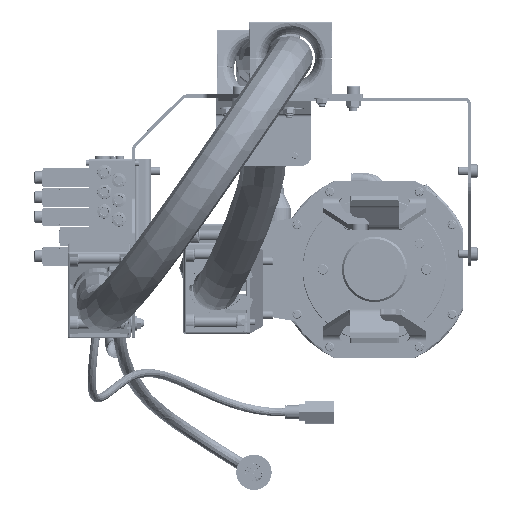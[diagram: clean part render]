
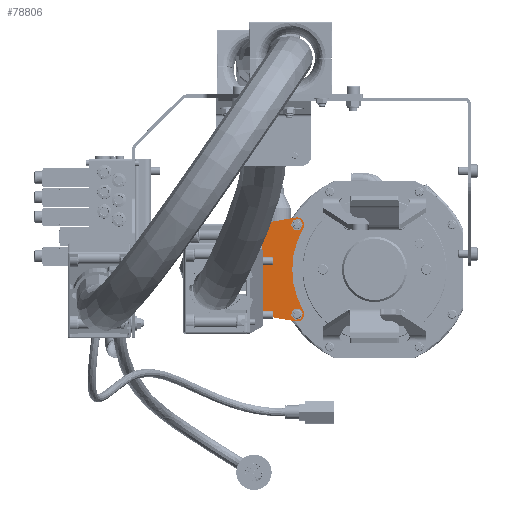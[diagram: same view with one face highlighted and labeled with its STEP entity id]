
A CAD part, left-side view. The second image highlights one B-rep face of the part: STEP entity #78806.
In plain terms, the highlighted planar face has unit normal (-1, 0, 0).
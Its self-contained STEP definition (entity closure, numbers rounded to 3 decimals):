
#1654 = CARTESIAN_POINT ( 'NONE',  ( 1271.2, 68.849, 1609.75 ) ) ;
#5496 = DIRECTION ( 'NONE',  ( -1., 0., 0. ) ) ;
#6423 = VERTEX_POINT ( 'NONE', #373346 ) ;
#7002 = VERTEX_POINT ( 'NONE', #176429 ) ;
#10690 = EDGE_CURVE ( 'NONE', #74377, #7002, #118681, .T. ) ;
#12919 = LINE ( 'NONE', #368209, #376617 ) ;
#15046 = VERTEX_POINT ( 'NONE', #251452 ) ;
#15895 = FACE_BOUND ( 'NONE', #127038, .T. ) ;
#16152 = EDGE_CURVE ( 'NONE', #361843, #15046, #37237, .T. ) ;
#16699 = VERTEX_POINT ( 'NONE', #178205 ) ;
#18600 = CIRCLE ( 'NONE', #259327, 3.3 ) ;
#19258 = DIRECTION ( 'NONE',  ( 0., 1., 0. ) ) ;
#23313 = ORIENTED_EDGE ( 'NONE', *, *, #39913, .T. ) ;
#25456 = CARTESIAN_POINT ( 'NONE',  ( 1271.2, 108.5, 1525.5 ) ) ;
#26549 = DIRECTION ( 'NONE',  ( 0., 1., 0. ) ) ;
#34492 = ORIENTED_EDGE ( 'NONE', *, *, #228885, .F. ) ;
#34863 = CARTESIAN_POINT ( 'NONE',  ( 1271.2, 74.911, 1526.75 ) ) ;
#37237 = CIRCLE ( 'NONE', #252476, 7. ) ;
#39913 = EDGE_CURVE ( 'NONE', #15046, #157819, #58003, .T. ) ;
#44641 = DIRECTION ( 'NONE',  ( 0., 0.985, -0.172 ) ) ;
#49607 = DIRECTION ( 'NONE',  ( 0., 1., 0. ) ) ;
#54430 = CIRCLE ( 'NONE', #358604, 3.3 ) ;
#55418 = EDGE_LOOP ( 'NONE', ( #34492, #346889 ) ) ;
#57799 = VERTEX_POINT ( 'NONE', #373523 ) ;
#58003 = CIRCLE ( 'NONE', #216253, 79.5 ) ;
#58548 = CARTESIAN_POINT ( 'NONE',  ( 1271.2, 74.911, 1613.25 ) ) ;
#63663 = VERTEX_POINT ( 'NONE', #353709 ) ;
#65878 = CARTESIAN_POINT ( 'NONE',  ( 1271.2, 74.911, 1613.25 ) ) ;
#71456 = DIRECTION ( 'NONE',  ( -1., 0., 0. ) ) ;
#72721 = AXIS2_PLACEMENT_3D ( 'NONE', #298342, #207057, #26549 ) ;
#74377 = VERTEX_POINT ( 'NONE', #375408 ) ;
#77427 = PLANE ( 'NONE',  #369043 ) ;
#78806 = ADVANCED_FACE ( 'NONE', ( #15895, #382934, #349228 ), #77427, .T. ) ;
#83408 = AXIS2_PLACEMENT_3D ( 'NONE', #160353, #134509, #311104 ) ;
#86549 = EDGE_CURVE ( 'NONE', #157819, #336012, #244830, .T. ) ;
#88117 = EDGE_CURVE ( 'NONE', #16699, #74377, #353282, .T. ) ;
#91019 = VECTOR ( 'NONE', #303082, 1000. ) ;
#96162 = CIRCLE ( 'NONE', #83408, 7. ) ;
#97018 = EDGE_CURVE ( 'NONE', #63663, #16699, #12919, .T. ) ;
#108218 = CARTESIAN_POINT ( 'NONE',  ( 1271.2, 67.911, 1526.75 ) ) ;
#111005 = CARTESIAN_POINT ( 'NONE',  ( 1271.2, 71.611, 1526.75 ) ) ;
#118681 = LINE ( 'NONE', #25456, #91019 ) ;
#124282 = ORIENTED_EDGE ( 'NONE', *, *, #88117, .T. ) ;
#124618 = ORIENTED_EDGE ( 'NONE', *, *, #332747, .T. ) ;
#127038 = EDGE_LOOP ( 'NONE', ( #334300, #146505 ) ) ;
#134509 = DIRECTION ( 'NONE',  ( -1., 0., 0. ) ) ;
#137697 = DIRECTION ( 'NONE',  ( 0., 1., 0. ) ) ;
#141562 = CIRCLE ( 'NONE', #72721, 3.3 ) ;
#146505 = ORIENTED_EDGE ( 'NONE', *, *, #227147, .F. ) ;
#151279 = DIRECTION ( 'NONE',  ( -1., 0., 0. ) ) ;
#152882 = ORIENTED_EDGE ( 'NONE', *, *, #97018, .T. ) ;
#154381 = DIRECTION ( 'NONE',  ( 0., 1., 0. ) ) ;
#155913 = DIRECTION ( 'NONE',  ( -1., 0., 0. ) ) ;
#157819 = VERTEX_POINT ( 'NONE', #1654 ) ;
#160353 = CARTESIAN_POINT ( 'NONE',  ( 1271.2, 74.911, 1526.75 ) ) ;
#176429 = CARTESIAN_POINT ( 'NONE',  ( 1271.2, 76.113, 1519.854 ) ) ;
#178205 = CARTESIAN_POINT ( 'NONE',  ( 1271.2, 108.5, 1614.5 ) ) ;
#191949 = CARTESIAN_POINT ( 'NONE',  ( 1271.2, 74.911, 1613.25 ) ) ;
#199138 = DIRECTION ( 'NONE',  ( -1., 0., 0. ) ) ;
#199432 = AXIS2_PLACEMENT_3D ( 'NONE', #191949, #5496, #154381 ) ;
#200088 = EDGE_CURVE ( 'NONE', #57799, #217390, #18600, .T. ) ;
#206695 = ORIENTED_EDGE ( 'NONE', *, *, #16152, .T. ) ;
#207057 = DIRECTION ( 'NONE',  ( -1., 0., 0. ) ) ;
#212642 = EDGE_CURVE ( 'NONE', #7002, #361843, #96162, .T. ) ;
#216253 = AXIS2_PLACEMENT_3D ( 'NONE', #284492, #280610, #373822 ) ;
#217390 = VERTEX_POINT ( 'NONE', #273713 ) ;
#218807 = CARTESIAN_POINT ( 'NONE',  ( 1271.2, 67.911, 1613.25 ) ) ;
#227147 = EDGE_CURVE ( 'NONE', #217390, #57799, #332549, .T. ) ;
#228885 = EDGE_CURVE ( 'NONE', #255459, #6423, #54430, .T. ) ;
#238077 = CARTESIAN_POINT ( 'NONE',  ( 1271.2, 108.5, 1614.5 ) ) ;
#241442 = ORIENTED_EDGE ( 'NONE', *, *, #212642, .T. ) ;
#244830 = CIRCLE ( 'NONE', #320812, 7. ) ;
#246834 = DIRECTION ( 'NONE',  ( -1., 0., 0. ) ) ;
#247990 = AXIS2_PLACEMENT_3D ( 'NONE', #356462, #71456, #19258 ) ;
#249073 = EDGE_CURVE ( 'NONE', #6423, #255459, #141562, .T. ) ;
#251452 = CARTESIAN_POINT ( 'NONE',  ( 1271.2, 68.849, 1530.25 ) ) ;
#252476 = AXIS2_PLACEMENT_3D ( 'NONE', #290397, #199138, #137697 ) ;
#255459 = VERTEX_POINT ( 'NONE', #111005 ) ;
#259327 = AXIS2_PLACEMENT_3D ( 'NONE', #58548, #246834, #270796 ) ;
#261858 = DIRECTION ( 'NONE',  ( -1., 0., 0. ) ) ;
#267026 = CIRCLE ( 'NONE', #247990, 7. ) ;
#270796 = DIRECTION ( 'NONE',  ( 0., 1., 0. ) ) ;
#273713 = CARTESIAN_POINT ( 'NONE',  ( 1271.2, 78.211, 1613.25 ) ) ;
#276920 = DIRECTION ( 'NONE',  ( 0., 1., 0. ) ) ;
#280610 = DIRECTION ( 'NONE',  ( 1., 0., 0. ) ) ;
#284492 = CARTESIAN_POINT ( 'NONE',  ( 1271.2, 0., 1570. ) ) ;
#285710 = ORIENTED_EDGE ( 'NONE', *, *, #10690, .T. ) ;
#290397 = CARTESIAN_POINT ( 'NONE',  ( 1271.2, 74.911, 1526.75 ) ) ;
#298342 = CARTESIAN_POINT ( 'NONE',  ( 1271.2, 74.911, 1526.75 ) ) ;
#303082 = DIRECTION ( 'NONE',  ( 0., -0.985, -0.172 ) ) ;
#311104 = DIRECTION ( 'NONE',  ( 0., 1., 0. ) ) ;
#315510 = CARTESIAN_POINT ( 'NONE',  ( 1271.2, 74.911, 1613.25 ) ) ;
#320812 = AXIS2_PLACEMENT_3D ( 'NONE', #65878, #151279, #365475 ) ;
#321558 = DIRECTION ( 'NONE',  ( 0., 0., -1. ) ) ;
#332051 = EDGE_LOOP ( 'NONE', ( #361278, #124618, #152882, #124282, #285710, #241442, #206695, #23313 ) ) ;
#332549 = CIRCLE ( 'NONE', #199432, 3.3 ) ;
#332747 = EDGE_CURVE ( 'NONE', #336012, #63663, #267026, .T. ) ;
#334300 = ORIENTED_EDGE ( 'NONE', *, *, #200088, .F. ) ;
#336012 = VERTEX_POINT ( 'NONE', #218807 ) ;
#346889 = ORIENTED_EDGE ( 'NONE', *, *, #249073, .F. ) ;
#349228 = FACE_BOUND ( 'NONE', #55418, .T. ) ;
#353282 = LINE ( 'NONE', #238077, #372076 ) ;
#353709 = CARTESIAN_POINT ( 'NONE',  ( 1271.2, 76.113, 1620.146 ) ) ;
#356462 = CARTESIAN_POINT ( 'NONE',  ( 1271.2, 74.911, 1613.25 ) ) ;
#358604 = AXIS2_PLACEMENT_3D ( 'NONE', #34863, #155913, #276920 ) ;
#361278 = ORIENTED_EDGE ( 'NONE', *, *, #86549, .T. ) ;
#361843 = VERTEX_POINT ( 'NONE', #108218 ) ;
#365475 = DIRECTION ( 'NONE',  ( 0., 1., 0. ) ) ;
#368209 = CARTESIAN_POINT ( 'NONE',  ( 1271.2, 76.113, 1620.146 ) ) ;
#369043 = AXIS2_PLACEMENT_3D ( 'NONE', #315510, #261858, #49607 ) ;
#372076 = VECTOR ( 'NONE', #321558, 1000. ) ;
#373346 = CARTESIAN_POINT ( 'NONE',  ( 1271.2, 78.211, 1526.75 ) ) ;
#373523 = CARTESIAN_POINT ( 'NONE',  ( 1271.2, 71.611, 1613.25 ) ) ;
#373822 = DIRECTION ( 'NONE',  ( 0., 1., 0. ) ) ;
#375408 = CARTESIAN_POINT ( 'NONE',  ( 1271.2, 108.5, 1525.5 ) ) ;
#376617 = VECTOR ( 'NONE', #44641, 1000. ) ;
#382934 = FACE_OUTER_BOUND ( 'NONE', #332051, .T. ) ;
